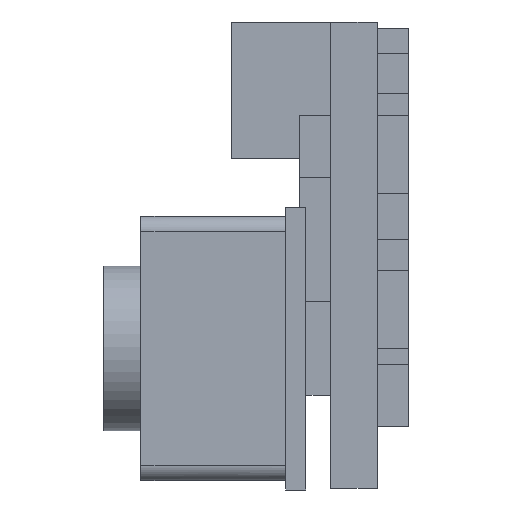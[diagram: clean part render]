
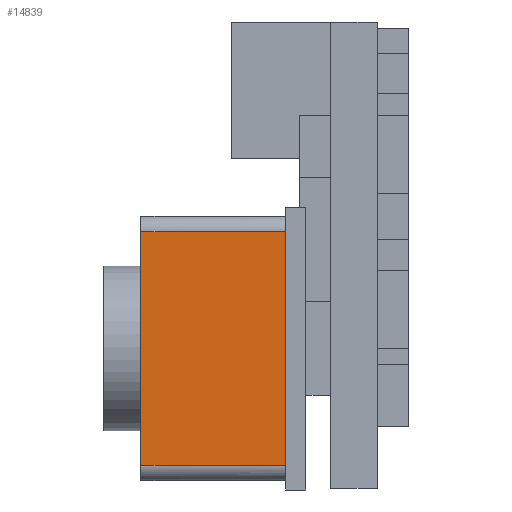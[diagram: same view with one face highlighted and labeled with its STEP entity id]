
A CAD part, left-side view. The second image highlights one B-rep face of the part: STEP entity #14839.
In plain terms, the highlighted free-form (B-spline) face has degree [1, 1] with [2, 2] control points.
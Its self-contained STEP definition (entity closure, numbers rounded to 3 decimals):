
#14614 = VERTEX_POINT('',#14615);
#14615 = CARTESIAN_POINT('',(-4.826,3.35,
    0.852));
#14621 = EDGE_CURVE('',#14622,#14614,#14624,.T.);
#14622 = VERTEX_POINT('',#14623);
#14623 = CARTESIAN_POINT('',(-4.826,3.35,
    -7.665));
#14624 = B_SPLINE_CURVE_WITH_KNOTS('',1,(#14625,#14626),.UNSPECIFIED.,
  .F.,.F.,(2,2),(-8.,-0.5),.PIECEWISE_BEZIER_KNOTS.);
#14625 = CARTESIAN_POINT('',(-4.826,3.35,
    -7.665));
#14626 = CARTESIAN_POINT('',(-4.826,3.35,
    0.852));
#14839 = ADVANCED_FACE('',(#14840),#14862,.F.);
#14840 = FACE_BOUND('',#14841,.T.);
#14841 = EDGE_LOOP('',(#14842,#14843,#14850,#14857));
#14842 = ORIENTED_EDGE('',*,*,#14621,.T.);
#14843 = ORIENTED_EDGE('',*,*,#14844,.T.);
#14844 = EDGE_CURVE('',#14614,#14845,#14847,.T.);
#14845 = VERTEX_POINT('',#14846);
#14846 = CARTESIAN_POINT('',(-4.826,8.63,
    0.852));
#14847 = B_SPLINE_CURVE_WITH_KNOTS('',1,(#14848,#14849),.UNSPECIFIED.,
  .F.,.F.,(2,2),(-4.65,0.),.PIECEWISE_BEZIER_KNOTS.);
#14848 = CARTESIAN_POINT('',(-4.826,3.35,
    0.852));
#14849 = CARTESIAN_POINT('',(-4.826,8.63,
    0.852));
#14850 = ORIENTED_EDGE('',*,*,#14851,.F.);
#14851 = EDGE_CURVE('',#14852,#14845,#14854,.T.);
#14852 = VERTEX_POINT('',#14853);
#14853 = CARTESIAN_POINT('',(-4.826,8.63,
    -7.665));
#14854 = B_SPLINE_CURVE_WITH_KNOTS('',1,(#14855,#14856),.UNSPECIFIED.,
  .F.,.F.,(2,2),(-8.,-0.5),.PIECEWISE_BEZIER_KNOTS.);
#14855 = CARTESIAN_POINT('',(-4.826,8.63,
    -7.665));
#14856 = CARTESIAN_POINT('',(-4.826,8.63,
    0.852));
#14857 = ORIENTED_EDGE('',*,*,#14858,.T.);
#14858 = EDGE_CURVE('',#14852,#14622,#14859,.T.);
#14859 = B_SPLINE_CURVE_WITH_KNOTS('',1,(#14860,#14861),.UNSPECIFIED.,
  .F.,.F.,(2,2),(0.,4.65),.PIECEWISE_BEZIER_KNOTS.);
#14860 = CARTESIAN_POINT('',(-4.826,8.63,
    -7.665));
#14861 = CARTESIAN_POINT('',(-4.826,3.35,
    -7.665));
#14862 = B_SPLINE_SURFACE_WITH_KNOTS('',1,1,(
    (#14863,#14864)
    ,(#14865,#14866
    )),.UNSPECIFIED.,.F.,.F.,.F.,(2,2),(2,2),(0.5,8.),(-4.65,0.),
  .PIECEWISE_BEZIER_KNOTS.);
#14863 = CARTESIAN_POINT('',(-4.826,3.35,
    0.852));
#14864 = CARTESIAN_POINT('',(-4.826,8.63,
    0.852));
#14865 = CARTESIAN_POINT('',(-4.826,3.35,
    -7.665));
#14866 = CARTESIAN_POINT('',(-4.826,8.63,
    -7.665));
